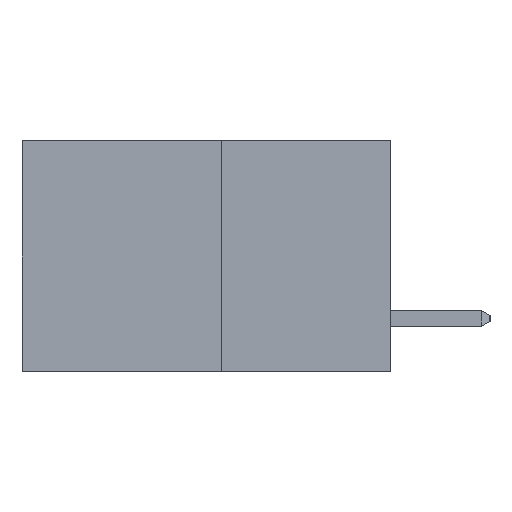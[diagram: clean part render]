
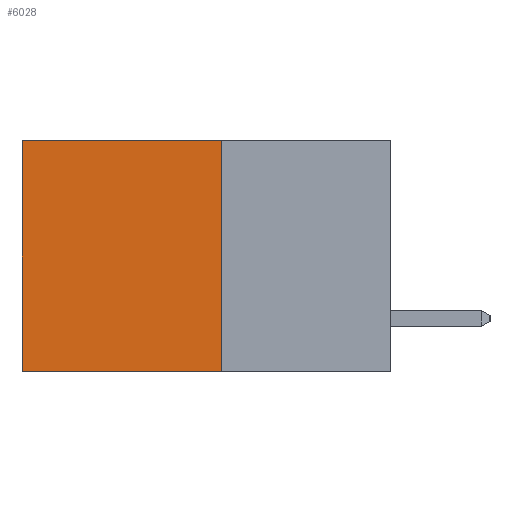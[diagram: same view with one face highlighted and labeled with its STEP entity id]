
A CAD part, left-side view. The second image highlights one B-rep face of the part: STEP entity #6028.
In plain terms, the highlighted planar face has unit normal (-1, 0, 0).
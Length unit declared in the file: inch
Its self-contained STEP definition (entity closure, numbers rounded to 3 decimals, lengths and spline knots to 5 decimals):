
#368 = CARTESIAN_POINT ( 'NONE',  ( 0.277, 0.59, -0.37 ) ) ;
#551 = DIRECTION ( 'NONE',  ( 0., 0., -1. ) ) ;
#700 = VECTOR ( 'NONE', #10643, 39.37008 ) ;
#729 = CARTESIAN_POINT ( 'NONE',  ( 0.277, 0.59, 0. ) ) ;
#732 = DIRECTION ( 'NONE',  ( 1., 0., 0. ) ) ;
#772 = PLANE ( 'NONE',  #3413 ) ;
#936 = ORIENTED_EDGE ( 'NONE', *, *, #14017, .T. ) ;
#1491 = CARTESIAN_POINT ( 'NONE',  ( 0.277, 0.27, -0.37 ) ) ;
#1584 = EDGE_CURVE ( 'NONE', #7551, #6267, #14631, .T. ) ;
#2891 = VERTEX_POINT ( 'NONE', #4674 ) ;
#2923 = DIRECTION ( 'NONE',  ( 0., 1., 0. ) ) ;
#3251 = ORIENTED_EDGE ( 'NONE', *, *, #6463, .T. ) ;
#3413 = AXIS2_PLACEMENT_3D ( 'NONE', #1491, #732, #551 ) ;
#3614 = FACE_OUTER_BOUND ( 'NONE', #9467, .T. ) ;
#4275 = CARTESIAN_POINT ( 'NONE',  ( 0.277, 0.27, -0.37 ) ) ;
#4674 = CARTESIAN_POINT ( 'NONE',  ( 0.277, 0.59, -0.37 ) ) ;
#4841 = DIRECTION ( 'NONE',  ( 0., 0., -1. ) ) ;
#4848 = DIRECTION ( 'NONE',  ( 0., 0., -1. ) ) ;
#5724 = VECTOR ( 'NONE', #2923, 39.37008 ) ;
#5871 = VECTOR ( 'NONE', #4848, 39.37008 ) ;
#6028 = ADVANCED_FACE ( 'NONE', ( #3614 ), #772, .F. ) ;
#6267 = VERTEX_POINT ( 'NONE', #13468 ) ;
#6463 = EDGE_CURVE ( 'NONE', #7551, #10899, #14310, .T. ) ;
#7551 = VERTEX_POINT ( 'NONE', #13365 ) ;
#8191 = LINE ( 'NONE', #8858, #5724 ) ;
#8858 = CARTESIAN_POINT ( 'NONE',  ( 0.277, 0.27, -0.37 ) ) ;
#9467 = EDGE_LOOP ( 'NONE', ( #936, #12674, #13433, #3251 ) ) ;
#10643 = DIRECTION ( 'NONE',  ( 0., 1., 0. ) ) ;
#10645 = CARTESIAN_POINT ( 'NONE',  ( 0.277, 0.27, 0. ) ) ;
#10899 = VERTEX_POINT ( 'NONE', #729 ) ;
#11448 = EDGE_CURVE ( 'NONE', #6267, #2891, #8191, .T. ) ;
#12674 = ORIENTED_EDGE ( 'NONE', *, *, #11448, .F. ) ;
#12696 = LINE ( 'NONE', #368, #5871 ) ;
#13365 = CARTESIAN_POINT ( 'NONE',  ( 0.277, 0.27, 0. ) ) ;
#13433 = ORIENTED_EDGE ( 'NONE', *, *, #1584, .F. ) ;
#13468 = CARTESIAN_POINT ( 'NONE',  ( 0.277, 0.27, -0.37 ) ) ;
#14017 = EDGE_CURVE ( 'NONE', #10899, #2891, #12696, .T. ) ;
#14310 = LINE ( 'NONE', #10645, #700 ) ;
#14631 = LINE ( 'NONE', #4275, #14998 ) ;
#14998 = VECTOR ( 'NONE', #4841, 39.37008 ) ;
